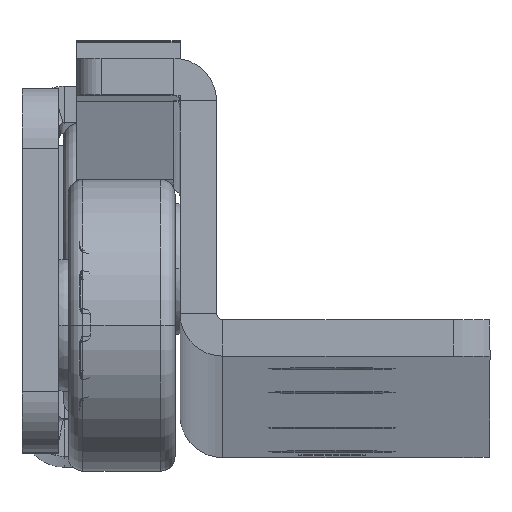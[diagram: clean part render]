
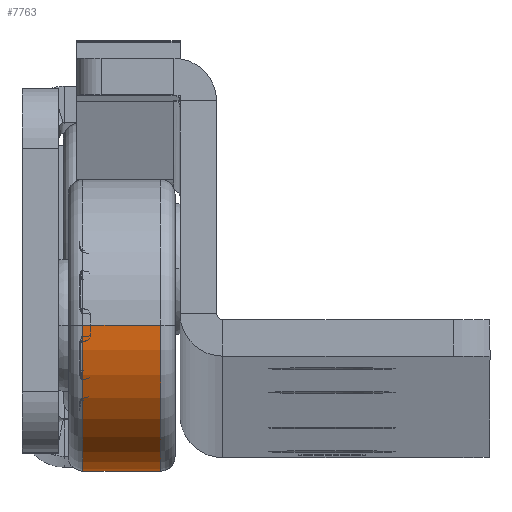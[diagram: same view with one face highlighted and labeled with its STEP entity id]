
A CAD part, top view. The second image highlights one B-rep face of the part: STEP entity #7763.
In plain terms, the highlighted cylindrical face has radius 12 mm (diameter 24 mm), a partial arc.
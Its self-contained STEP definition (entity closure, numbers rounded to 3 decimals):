
#742 = CIRCLE ( 'NONE', #14306, 12. ) ;
#1596 = CARTESIAN_POINT ( 'NONE',  ( 1.2, 0., 0. ) ) ;
#1609 = AXIS2_PLACEMENT_3D ( 'NONE', #13723, #16644, #3213 ) ;
#1944 = VERTEX_POINT ( 'NONE', #10679 ) ;
#2039 = CARTESIAN_POINT ( 'NONE',  ( 1.2, 0., 12. ) ) ;
#2203 = VECTOR ( 'NONE', #4744, 1000. ) ;
#3018 = FACE_OUTER_BOUND ( 'NONE', #15530, .T. ) ;
#3213 = DIRECTION ( 'NONE',  ( 0., 0., 1. ) ) ;
#3420 = DIRECTION ( 'NONE',  ( -1., 0., 0. ) ) ;
#3885 = EDGE_CURVE ( 'NONE', #1944, #14312, #9986, .T. ) ;
#4558 = CYLINDRICAL_SURFACE ( 'NONE', #1609, 12. ) ;
#4744 = DIRECTION ( 'NONE',  ( -1., 0., 0. ) ) ;
#4945 = CARTESIAN_POINT ( 'NONE',  ( 7.6, 0., -12. ) ) ;
#5058 = ORIENTED_EDGE ( 'NONE', *, *, #17192, .F. ) ;
#5311 = CARTESIAN_POINT ( 'NONE',  ( 1.2, 0., -12. ) ) ;
#5415 = AXIS2_PLACEMENT_3D ( 'NONE', #5728, #6268, #17978 ) ;
#5728 = CARTESIAN_POINT ( 'NONE',  ( 7.6, 0., 0. ) ) ;
#6187 = VECTOR ( 'NONE', #14115, 1000. ) ;
#6268 = DIRECTION ( 'NONE',  ( -1., 0., 0. ) ) ;
#6370 = LINE ( 'NONE', #7614, #2203 ) ;
#7614 = CARTESIAN_POINT ( 'NONE',  ( 0., 0., 12. ) ) ;
#7640 = DIRECTION ( 'NONE',  ( 0., 0., 1. ) ) ;
#7763 = ADVANCED_FACE ( 'NONE', ( #3018 ), #4558, .T. ) ;
#9244 = ORIENTED_EDGE ( 'NONE', *, *, #17002, .T. ) ;
#9850 = EDGE_CURVE ( 'NONE', #17225, #16231, #742, .T. ) ;
#9986 = CIRCLE ( 'NONE', #5415, 12. ) ;
#10679 = CARTESIAN_POINT ( 'NONE',  ( 7.6, 0., 12. ) ) ;
#11592 = ORIENTED_EDGE ( 'NONE', *, *, #3885, .T. ) ;
#13723 = CARTESIAN_POINT ( 'NONE',  ( 0., 0., 0. ) ) ;
#13946 = ORIENTED_EDGE ( 'NONE', *, *, #9850, .F. ) ;
#14115 = DIRECTION ( 'NONE',  ( -1., 0., 0. ) ) ;
#14218 = CARTESIAN_POINT ( 'NONE',  ( 0., 0., -12. ) ) ;
#14306 = AXIS2_PLACEMENT_3D ( 'NONE', #1596, #3420, #7640 ) ;
#14312 = VERTEX_POINT ( 'NONE', #4945 ) ;
#15498 = LINE ( 'NONE', #14218, #6187 ) ;
#15530 = EDGE_LOOP ( 'NONE', ( #11592, #9244, #13946, #5058 ) ) ;
#16231 = VERTEX_POINT ( 'NONE', #5311 ) ;
#16644 = DIRECTION ( 'NONE',  ( -1., 0., 0. ) ) ;
#17002 = EDGE_CURVE ( 'NONE', #14312, #16231, #15498, .T. ) ;
#17192 = EDGE_CURVE ( 'NONE', #1944, #17225, #6370, .T. ) ;
#17225 = VERTEX_POINT ( 'NONE', #2039 ) ;
#17978 = DIRECTION ( 'NONE',  ( 0., 0., 1. ) ) ;
